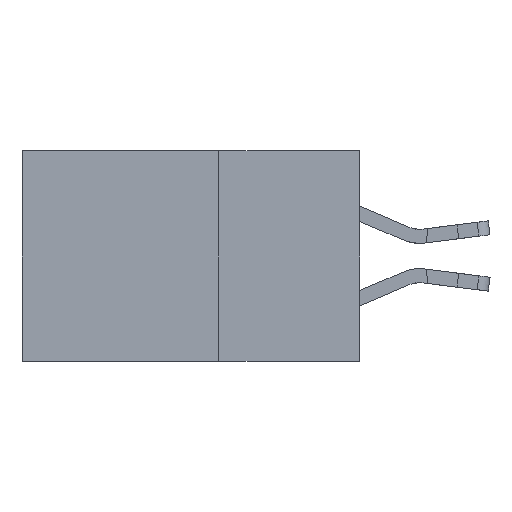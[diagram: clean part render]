
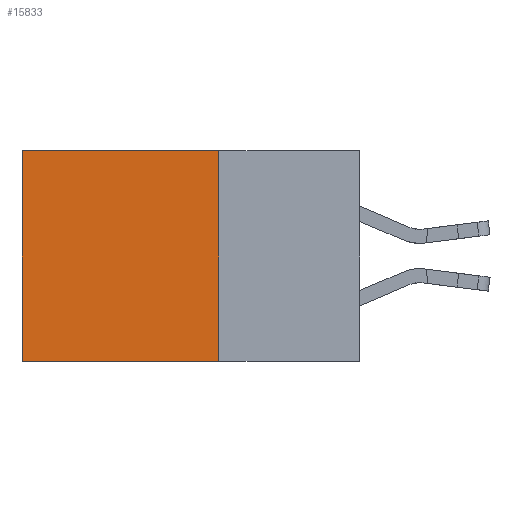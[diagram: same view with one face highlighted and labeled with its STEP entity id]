
A CAD part, left-side view. The second image highlights one B-rep face of the part: STEP entity #15833.
In plain terms, the highlighted planar face has unit normal (-1, 0, 0).
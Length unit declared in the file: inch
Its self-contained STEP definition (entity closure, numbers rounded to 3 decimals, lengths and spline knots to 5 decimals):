
#94 = CARTESIAN_POINT ( 'NONE',  ( 0.2875, 0.25, -0.375 ) ) ;
#116 = CARTESIAN_POINT ( 'NONE',  ( 0.2875, 0.25, -0.375 ) ) ;
#434 = LINE ( 'NONE', #22347, #21635 ) ;
#465 = VERTEX_POINT ( 'NONE', #16206 ) ;
#811 = EDGE_LOOP ( 'NONE', ( #2823, #3301, #12347, #3318 ) ) ;
#1219 = EDGE_CURVE ( 'NONE', #17846, #6338, #4404, .T. ) ;
#1283 = DIRECTION ( 'NONE',  ( 0., 0., -1. ) ) ;
#1714 = CARTESIAN_POINT ( 'NONE',  ( 0.2875, 0.25, -0.375 ) ) ;
#2823 = ORIENTED_EDGE ( 'NONE', *, *, #16937, .T. ) ;
#3300 = DIRECTION ( 'NONE',  ( 0., 1., 0. ) ) ;
#3301 = ORIENTED_EDGE ( 'NONE', *, *, #20440, .F. ) ;
#3318 = ORIENTED_EDGE ( 'NONE', *, *, #3424, .T. ) ;
#3424 = EDGE_CURVE ( 'NONE', #17846, #465, #13632, .T. ) ;
#3558 = VECTOR ( 'NONE', #1283, 39.37008 ) ;
#3780 = VERTEX_POINT ( 'NONE', #18839 ) ;
#4404 = LINE ( 'NONE', #15582, #3558 ) ;
#6189 = DIRECTION ( 'NONE',  ( 0., 0., -1. ) ) ;
#6338 = VERTEX_POINT ( 'NONE', #1714 ) ;
#9048 = DIRECTION ( 'NONE',  ( 0., 0., -1. ) ) ;
#10818 = DIRECTION ( 'NONE',  ( 0., 1., 0. ) ) ;
#12347 = ORIENTED_EDGE ( 'NONE', *, *, #1219, .F. ) ;
#13632 = LINE ( 'NONE', #17667, #18428 ) ;
#14596 = PLANE ( 'NONE',  #22007 ) ;
#15582 = CARTESIAN_POINT ( 'NONE',  ( 0.2875, 0.25, -0.375 ) ) ;
#15833 = ADVANCED_FACE ( 'NONE', ( #16613 ), #14596, .F. ) ;
#16206 = CARTESIAN_POINT ( 'NONE',  ( 0.2875, 0.6, 0. ) ) ;
#16613 = FACE_OUTER_BOUND ( 'NONE', #811, .T. ) ;
#16635 = VECTOR ( 'NONE', #10818, 39.37008 ) ;
#16937 = EDGE_CURVE ( 'NONE', #465, #3780, #434, .T. ) ;
#17667 = CARTESIAN_POINT ( 'NONE',  ( 0.2875, 0.25, 0. ) ) ;
#17846 = VERTEX_POINT ( 'NONE', #21082 ) ;
#18428 = VECTOR ( 'NONE', #3300, 39.37008 ) ;
#18839 = CARTESIAN_POINT ( 'NONE',  ( 0.2875, 0.6, -0.375 ) ) ;
#19900 = DIRECTION ( 'NONE',  ( 1., 0., 0. ) ) ;
#20440 = EDGE_CURVE ( 'NONE', #6338, #3780, #21447, .T. ) ;
#21082 = CARTESIAN_POINT ( 'NONE',  ( 0.2875, 0.25, 0. ) ) ;
#21447 = LINE ( 'NONE', #116, #16635 ) ;
#21635 = VECTOR ( 'NONE', #6189, 39.37008 ) ;
#22007 = AXIS2_PLACEMENT_3D ( 'NONE', #94, #19900, #9048 ) ;
#22347 = CARTESIAN_POINT ( 'NONE',  ( 0.2875, 0.6, -0.375 ) ) ;
